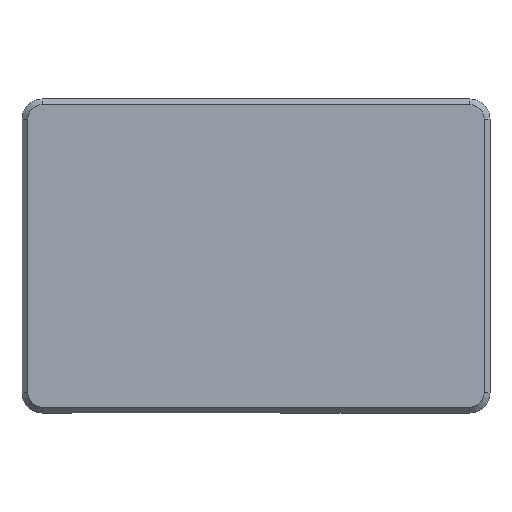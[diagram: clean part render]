
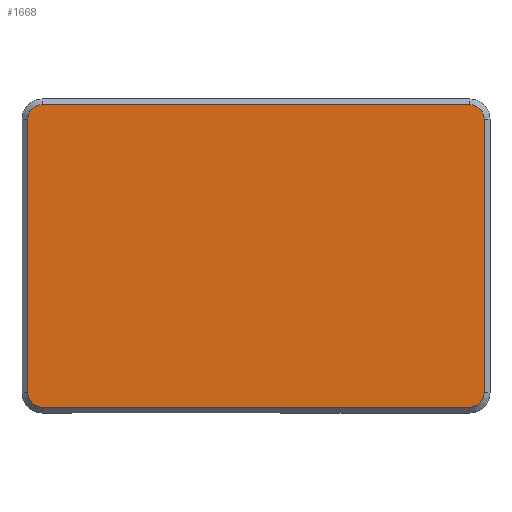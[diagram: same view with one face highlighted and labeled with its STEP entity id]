
A CAD part, top view. The second image highlights one B-rep face of the part: STEP entity #1668.
In plain terms, the highlighted planar face has unit normal (0, 0, 1).
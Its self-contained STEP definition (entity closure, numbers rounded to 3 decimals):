
#44=CIRCLE('',#1766,2.5);
#46=CIRCLE('',#1770,2.5);
#48=CIRCLE('',#1774,2.5);
#50=CIRCLE('',#1778,2.5);
#120=FACE_OUTER_BOUND('',#214,.T.);
#214=EDGE_LOOP('',(#1155,#1156,#1157,#1158,#1159,#1160,#1161,#1162));
#302=LINE('',#2417,#495);
#306=LINE('',#2429,#499);
#310=LINE('',#2441,#503);
#316=LINE('',#2457,#509);
#495=VECTOR('',#1920,10.);
#499=VECTOR('',#1932,10.);
#503=VECTOR('',#1944,10.);
#509=VECTOR('',#1958,10.);
#685=VERTEX_POINT('',#2410);
#688=VERTEX_POINT('',#2415);
#689=VERTEX_POINT('',#2419);
#691=VERTEX_POINT('',#2425);
#693=VERTEX_POINT('',#2431);
#695=VERTEX_POINT('',#2437);
#697=VERTEX_POINT('',#2443);
#699=VERTEX_POINT('',#2449);
#849=EDGE_CURVE('',#688,#685,#302,.T.);
#852=EDGE_CURVE('',#685,#689,#44,.T.);
#855=EDGE_CURVE('',#689,#691,#306,.T.);
#858=EDGE_CURVE('',#691,#693,#46,.T.);
#861=EDGE_CURVE('',#693,#695,#310,.T.);
#864=EDGE_CURVE('',#695,#697,#48,.T.);
#869=EDGE_CURVE('',#697,#699,#316,.T.);
#871=EDGE_CURVE('',#699,#688,#50,.T.);
#1155=ORIENTED_EDGE('',*,*,#849,.F.);
#1156=ORIENTED_EDGE('',*,*,#871,.F.);
#1157=ORIENTED_EDGE('',*,*,#869,.F.);
#1158=ORIENTED_EDGE('',*,*,#864,.F.);
#1159=ORIENTED_EDGE('',*,*,#861,.F.);
#1160=ORIENTED_EDGE('',*,*,#858,.F.);
#1161=ORIENTED_EDGE('',*,*,#855,.F.);
#1162=ORIENTED_EDGE('',*,*,#852,.F.);
#1600=PLANE('',#1788);
#1668=ADVANCED_FACE('',(#120),#1600,.T.);
#1766=AXIS2_PLACEMENT_3D('',#2423,#1926,#1927);
#1770=AXIS2_PLACEMENT_3D('',#2435,#1938,#1939);
#1774=AXIS2_PLACEMENT_3D('',#2447,#1950,#1951);
#1778=AXIS2_PLACEMENT_3D('',#2460,#1963,#1964);
#1788=AXIS2_PLACEMENT_3D('',#2497,#1997,#1998);
#1920=DIRECTION('',(0.,1.,0.));
#1926=DIRECTION('center_axis',(0.,0.,-1.));
#1927=DIRECTION('ref_axis',(-0.707,0.707,0.));
#1932=DIRECTION('',(1.,0.,0.));
#1938=DIRECTION('center_axis',(0.,0.,-1.));
#1939=DIRECTION('ref_axis',(0.707,0.707,0.));
#1944=DIRECTION('',(0.,-1.,0.));
#1950=DIRECTION('center_axis',(0.,0.,-1.));
#1951=DIRECTION('ref_axis',(0.707,-0.707,0.));
#1958=DIRECTION('',(-1.,0.,0.));
#1963=DIRECTION('center_axis',(0.,0.,-1.));
#1964=DIRECTION('ref_axis',(-0.707,-0.707,0.));
#1997=DIRECTION('center_axis',(0.,0.,1.));
#1998=DIRECTION('ref_axis',(1.,0.,0.));
#2410=CARTESIAN_POINT('',(-38.525,24.025,25.25));
#2415=CARTESIAN_POINT('',(-38.525,-23.025,25.25));
#2417=CARTESIAN_POINT('',(-38.525,13.75,25.25));
#2419=CARTESIAN_POINT('',(-36.025,26.525,25.25));
#2423=CARTESIAN_POINT('Origin',(-36.025,24.025,25.25));
#2425=CARTESIAN_POINT('',(37.525,26.525,25.25));
#2429=CARTESIAN_POINT('',(20.625,26.525,25.25));
#2431=CARTESIAN_POINT('',(40.025,24.025,25.25));
#2435=CARTESIAN_POINT('Origin',(37.525,24.025,25.25));
#2437=CARTESIAN_POINT('',(40.025,-23.025,25.25));
#2441=CARTESIAN_POINT('',(40.025,-12.75,25.25));
#2443=CARTESIAN_POINT('',(37.525,-25.525,25.25));
#2447=CARTESIAN_POINT('Origin',(37.525,-23.025,25.25));
#2449=CARTESIAN_POINT('',(-36.025,-25.525,25.25));
#2457=CARTESIAN_POINT('',(-19.125,-25.525,25.25));
#2460=CARTESIAN_POINT('Origin',(-36.025,-23.025,25.25));
#2497=CARTESIAN_POINT('Origin',(0.75,0.5,25.25));
